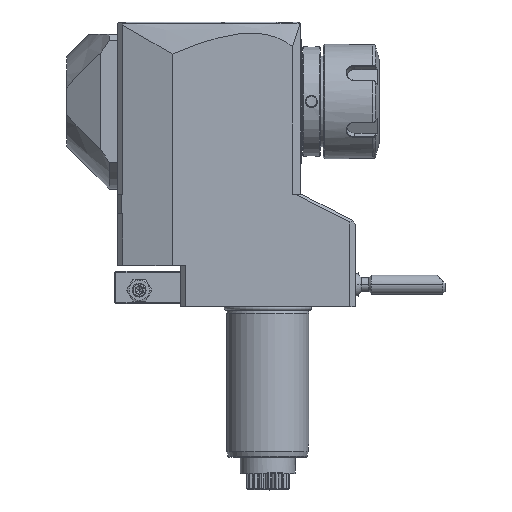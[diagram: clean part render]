
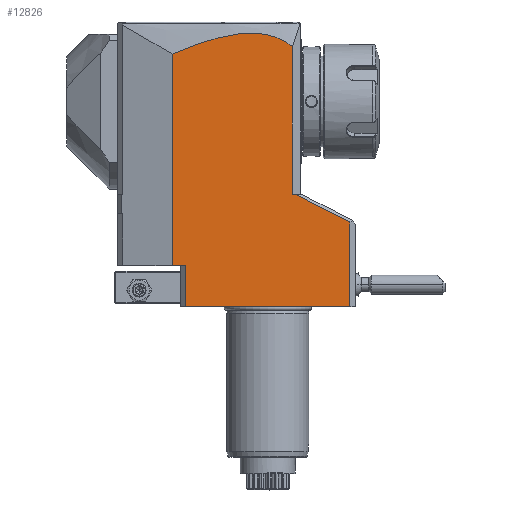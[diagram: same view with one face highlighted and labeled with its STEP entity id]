
A CAD part, top view. The second image highlights one B-rep face of the part: STEP entity #12826.
In plain terms, the highlighted planar face has unit normal (0, 0, 1).
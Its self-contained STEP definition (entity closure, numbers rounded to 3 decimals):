
#69=DIRECTION('',(0.,1.,0.));
#70=VECTOR('',#69,77.292);
#71=CARTESIAN_POINT('',(-12.,-26.,32.));
#72=LINE('',#71,#70);
#73=CARTESIAN_POINT('',(32.,53.997,32.));
#74=CARTESIAN_POINT('',(31.765,54.193,32.));
#75=CARTESIAN_POINT('',(31.29,54.57,32.));
#76=CARTESIAN_POINT('',(30.564,55.098,32.));
#77=CARTESIAN_POINT('',(29.821,55.589,32.));
#78=CARTESIAN_POINT('',(29.063,56.044,32.));
#79=CARTESIAN_POINT('',(28.283,56.466,32.));
#80=CARTESIAN_POINT('',(27.479,56.856,32.));
#81=CARTESIAN_POINT('',(26.651,57.214,32.));
#82=CARTESIAN_POINT('',(25.796,57.54,32.));
#83=CARTESIAN_POINT('',(24.907,57.836,32.));
#84=CARTESIAN_POINT('',(23.982,58.1,32.));
#85=CARTESIAN_POINT('',(23.019,58.331,32.));
#86=CARTESIAN_POINT('',(22.01,58.529,32.));
#87=CARTESIAN_POINT('',(20.95,58.692,32.));
#88=CARTESIAN_POINT('',(19.835,58.816,32.));
#89=CARTESIAN_POINT('',(18.657,58.901,32.));
#90=CARTESIAN_POINT('',(17.408,58.941,32.));
#91=CARTESIAN_POINT('',(16.083,58.932,32.));
#92=CARTESIAN_POINT('',(14.668,58.87,32.));
#93=CARTESIAN_POINT('',(13.148,58.746,32.));
#94=CARTESIAN_POINT('',(11.511,58.554,32.));
#95=CARTESIAN_POINT('',(9.749,58.284,32.));
#96=CARTESIAN_POINT('',(7.854,57.928,32.));
#97=CARTESIAN_POINT('',(5.834,57.479,32.));
#98=CARTESIAN_POINT('',(3.705,56.938,32.));
#99=CARTESIAN_POINT('',(1.457,56.296,32.));
#100=CARTESIAN_POINT('',(-0.924,55.547,32.));
#101=CARTESIAN_POINT('',(-3.446,54.684,32.));
#102=CARTESIAN_POINT('',(-6.119,53.697,32.));
#103=CARTESIAN_POINT('',(-8.955,52.579,32.));
#104=CARTESIAN_POINT('',(-10.966,51.737,32.));
#105=CARTESIAN_POINT('',(-12.,51.292,32.));
#107=DIRECTION('',(0.,-1.,0.));
#108=VECTOR('',#107,53.997);
#109=CARTESIAN_POINT('',(32.,53.997,32.));
#110=LINE('',#109,#108);
#111=DIRECTION('',(-0.891,0.454,0.));
#112=VECTOR('',#111,22.254);
#113=CARTESIAN_POINT('',(53.,-10.103,32.));
#114=LINE('',#113,#112);
#119=DIRECTION('',(0.,1.,0.));
#120=VECTOR('',#119,30.897);
#121=CARTESIAN_POINT('',(53.,-41.,32.));
#122=LINE('',#121,#120);
#257=DIRECTION('',(0.,-1.,0.));
#258=VECTOR('',#257,15.);
#259=CARTESIAN_POINT('',(-7.,-26.,32.));
#260=LINE('',#259,#258);
#281=DIRECTION('',(-1.,0.,0.));
#282=VECTOR('',#281,60.);
#283=CARTESIAN_POINT('',(53.,-41.,32.));
#284=LINE('',#283,#282);
#4168=DIRECTION('',(1.,0.,0.));
#4169=VECTOR('',#4168,5.);
#4170=CARTESIAN_POINT('',(-12.,-26.,32.));
#4171=LINE('',#4170,#4169);
#4449=DIRECTION('',(1.,0.,0.));
#4450=VECTOR('',#4449,1.171);
#4451=CARTESIAN_POINT('',(32.,0.,32.));
#4452=LINE('',#4451,#4450);
#11396=VERTEX_POINT('',#73);
#11397=VERTEX_POINT('',#105);
#11693=CARTESIAN_POINT('',(33.171,0.,32.));
#11695=VERTEX_POINT('',#11693);
#11699=CARTESIAN_POINT('',(53.,-10.103,32.));
#11700=VERTEX_POINT('',#11699);
#11717=CARTESIAN_POINT('',(32.,0.,32.));
#11718=VERTEX_POINT('',#11717);
#11829=CARTESIAN_POINT('',(-7.,-26.,32.));
#11830=VERTEX_POINT('',#11829);
#12301=CARTESIAN_POINT('',(-12.,-26.,32.));
#12303=VERTEX_POINT('',#12301);
#12331=CARTESIAN_POINT('',(53.,-41.,32.));
#12332=VERTEX_POINT('',#12331);
#12333=CARTESIAN_POINT('',(-7.,-41.,32.));
#12334=VERTEX_POINT('',#12333);
#12802=CARTESIAN_POINT('',(-32.,0.,32.));
#12803=DIRECTION('',(0.,0.,1.));
#12804=DIRECTION('',(1.,0.,0.));
#12805=AXIS2_PLACEMENT_3D('',#12802,#12803,#12804);
#12806=PLANE('',#12805);
#12808=ORIENTED_EDGE('',*,*,#12807,.F.);
#12810=ORIENTED_EDGE('',*,*,#12809,.T.);
#12812=ORIENTED_EDGE('',*,*,#12811,.F.);
#12814=ORIENTED_EDGE('',*,*,#12813,.F.);
#12815=ORIENTED_EDGE('',*,*,#12786,.T.);
#12817=ORIENTED_EDGE('',*,*,#12816,.F.);
#12819=ORIENTED_EDGE('',*,*,#12818,.T.);
#12821=ORIENTED_EDGE('',*,*,#12820,.T.);
#12823=ORIENTED_EDGE('',*,*,#12822,.F.);
#12824=EDGE_LOOP('',(#12808,#12810,#12812,#12814,#12815,#12817,#12819,#12821,
#12823));
#12825=FACE_OUTER_BOUND('',#12824,.F.);
#106=B_SPLINE_CURVE_WITH_KNOTS('',3,(#73,#74,#75,#76,#77,#78,#79,#80,#81,#82,
#83,#84,#85,#86,#87,#88,#89,#90,#91,#92,#93,#94,#95,#96,#97,#98,#99,#100,#101,
#102,#103,#104,#105),.UNSPECIFIED.,.F.,.F.,(4,1,1,1,1,1,1,1,1,1,1,1,1,1,1,1,1,1,
1,1,1,1,1,1,1,1,1,1,1,1,4),(0.,0.033,0.067,0.1,
0.133,0.167,0.2,0.233,0.267,
0.3,0.333,0.367,0.4,0.433,
0.467,0.5,0.533,0.567,0.6,
0.633,0.667,0.7,0.733,0.767,
0.8,0.833,0.867,0.9,0.933,
0.967,1.),.UNSPECIFIED.);
#12786=EDGE_CURVE('',#12303,#11397,#72,.T.);
#12807=EDGE_CURVE('',#12332,#11700,#122,.T.);
#12809=EDGE_CURVE('',#12332,#12334,#284,.T.);
#12811=EDGE_CURVE('',#11830,#12334,#260,.T.);
#12813=EDGE_CURVE('',#12303,#11830,#4171,.T.);
#12816=EDGE_CURVE('',#11396,#11397,#106,.T.);
#12818=EDGE_CURVE('',#11396,#11718,#110,.T.);
#12820=EDGE_CURVE('',#11718,#11695,#4452,.T.);
#12822=EDGE_CURVE('',#11700,#11695,#114,.T.);
#12826=ADVANCED_FACE('',(#12825),#12806,.T.);
